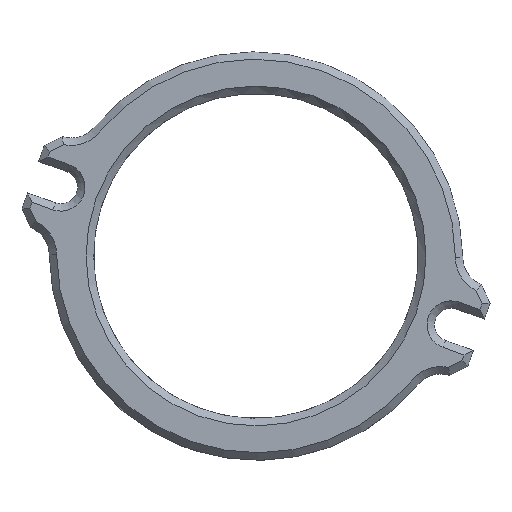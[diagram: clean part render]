
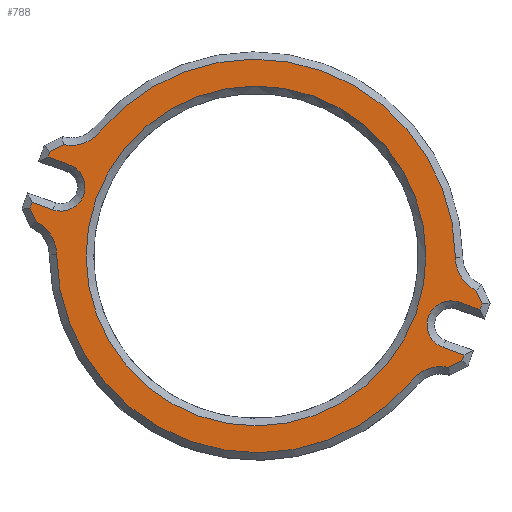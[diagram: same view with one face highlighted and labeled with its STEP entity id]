
A CAD part, top view. The second image highlights one B-rep face of the part: STEP entity #788.
In plain terms, the highlighted planar face has unit normal (0, 0, 1).
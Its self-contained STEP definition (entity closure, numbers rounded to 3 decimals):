
#66=LINE('',#1256,#142);
#67=LINE('',#1258,#143);
#68=LINE('',#1260,#144);
#69=LINE('',#1264,#145);
#70=LINE('',#1266,#146);
#71=LINE('',#1268,#147);
#72=LINE('',#1276,#148);
#73=LINE('',#1278,#149);
#74=LINE('',#1280,#150);
#75=LINE('',#1284,#151);
#76=LINE('',#1286,#152);
#77=LINE('',#1288,#153);
#142=VECTOR('',#1002,1000.);
#143=VECTOR('',#1003,1000.);
#144=VECTOR('',#1004,1000.);
#145=VECTOR('',#1007,1000.);
#146=VECTOR('',#1008,1000.);
#147=VECTOR('',#1009,1000.);
#148=VECTOR('',#1016,1000.);
#149=VECTOR('',#1017,1000.);
#150=VECTOR('',#1018,1000.);
#151=VECTOR('',#1021,1000.);
#152=VECTOR('',#1022,1000.);
#153=VECTOR('',#1023,1000.);
#244=ORIENTED_EDGE('',*,*,#466,.T.);
#245=ORIENTED_EDGE('',*,*,#467,.T.);
#246=ORIENTED_EDGE('',*,*,#468,.T.);
#247=ORIENTED_EDGE('',*,*,#469,.T.);
#248=ORIENTED_EDGE('',*,*,#470,.T.);
#249=ORIENTED_EDGE('',*,*,#471,.T.);
#250=ORIENTED_EDGE('',*,*,#472,.T.);
#251=ORIENTED_EDGE('',*,*,#473,.T.);
#252=ORIENTED_EDGE('',*,*,#474,.T.);
#253=ORIENTED_EDGE('',*,*,#475,.T.);
#254=ORIENTED_EDGE('',*,*,#476,.T.);
#255=ORIENTED_EDGE('',*,*,#477,.T.);
#256=ORIENTED_EDGE('',*,*,#478,.T.);
#257=ORIENTED_EDGE('',*,*,#479,.T.);
#258=ORIENTED_EDGE('',*,*,#480,.T.);
#259=ORIENTED_EDGE('',*,*,#481,.T.);
#260=ORIENTED_EDGE('',*,*,#482,.T.);
#261=ORIENTED_EDGE('',*,*,#483,.T.);
#262=ORIENTED_EDGE('',*,*,#484,.T.);
#263=ORIENTED_EDGE('',*,*,#485,.T.);
#264=ORIENTED_EDGE('',*,*,#486,.T.);
#466=EDGE_CURVE('',#577,#577,#634,.T.);
#467=EDGE_CURVE('',#578,#579,#635,.T.);
#468=EDGE_CURVE('',#579,#580,#66,.T.);
#469=EDGE_CURVE('',#580,#581,#67,.T.);
#470=EDGE_CURVE('',#581,#582,#68,.T.);
#471=EDGE_CURVE('',#582,#583,#636,.T.);
#472=EDGE_CURVE('',#583,#584,#69,.T.);
#473=EDGE_CURVE('',#584,#585,#70,.T.);
#474=EDGE_CURVE('',#585,#586,#71,.T.);
#475=EDGE_CURVE('',#586,#587,#637,.T.);
#476=EDGE_CURVE('',#587,#588,#638,.F.);
#477=EDGE_CURVE('',#588,#589,#639,.T.);
#478=EDGE_CURVE('',#589,#590,#72,.T.);
#479=EDGE_CURVE('',#590,#591,#73,.T.);
#480=EDGE_CURVE('',#591,#592,#74,.T.);
#481=EDGE_CURVE('',#592,#593,#640,.T.);
#482=EDGE_CURVE('',#593,#594,#75,.T.);
#483=EDGE_CURVE('',#594,#595,#76,.T.);
#484=EDGE_CURVE('',#595,#596,#77,.T.);
#485=EDGE_CURVE('',#596,#597,#641,.T.);
#486=EDGE_CURVE('',#597,#578,#642,.F.);
#577=VERTEX_POINT('',#1252);
#578=VERTEX_POINT('',#1254);
#579=VERTEX_POINT('',#1255);
#580=VERTEX_POINT('',#1257);
#581=VERTEX_POINT('',#1259);
#582=VERTEX_POINT('',#1261);
#583=VERTEX_POINT('',#1263);
#584=VERTEX_POINT('',#1265);
#585=VERTEX_POINT('',#1267);
#586=VERTEX_POINT('',#1269);
#587=VERTEX_POINT('',#1271);
#588=VERTEX_POINT('',#1273);
#589=VERTEX_POINT('',#1275);
#590=VERTEX_POINT('',#1277);
#591=VERTEX_POINT('',#1279);
#592=VERTEX_POINT('',#1281);
#593=VERTEX_POINT('',#1283);
#594=VERTEX_POINT('',#1285);
#595=VERTEX_POINT('',#1287);
#596=VERTEX_POINT('',#1289);
#597=VERTEX_POINT('',#1291);
#634=CIRCLE('',#870,11.5);
#635=CIRCLE('',#871,2.5);
#636=CIRCLE('',#872,1.625);
#637=CIRCLE('',#873,2.5);
#638=CIRCLE('',#874,13.6);
#639=CIRCLE('',#875,2.5);
#640=CIRCLE('',#876,1.625);
#641=CIRCLE('',#877,2.5);
#642=CIRCLE('',#878,13.6);
#657=EDGE_LOOP('',(#244));
#658=EDGE_LOOP('',(#245,#246,#247,#248,#249,#250,#251,#252,#253,#254,#255,
#256,#257,#258,#259,#260,#261,#262,#263,#264));
#709=FACE_BOUND('',#657,.T.);
#710=FACE_BOUND('',#658,.T.);
#757=PLANE('',#869);
#788=ADVANCED_FACE('',(#709,#710),#757,.F.);
#869=AXIS2_PLACEMENT_3D('',#1250,#996,#997);
#870=AXIS2_PLACEMENT_3D('',#1251,#998,#999);
#871=AXIS2_PLACEMENT_3D('',#1253,#1000,#1001);
#872=AXIS2_PLACEMENT_3D('',#1262,#1005,#1006);
#873=AXIS2_PLACEMENT_3D('',#1270,#1010,#1011);
#874=AXIS2_PLACEMENT_3D('',#1272,#1012,#1013);
#875=AXIS2_PLACEMENT_3D('',#1274,#1014,#1015);
#876=AXIS2_PLACEMENT_3D('',#1282,#1019,#1020);
#877=AXIS2_PLACEMENT_3D('',#1290,#1024,#1025);
#878=AXIS2_PLACEMENT_3D('',#1292,#1026,#1027);
#996=DIRECTION('',(0.,0.,-1.));
#997=DIRECTION('',(-0.941,0.339,0.));
#998=DIRECTION('',(0.,0.,-1.));
#999=DIRECTION('',(-1.,0.,0.));
#1000=DIRECTION('',(0.,0.,-1.));
#1001=DIRECTION('',(-1.,0.,0.));
#1002=DIRECTION('',(0.897,0.443,0.));
#1003=DIRECTION('',(0.339,0.941,0.));
#1004=DIRECTION('',(-0.941,0.339,0.));
#1005=DIRECTION('',(0.,0.,-1.));
#1006=DIRECTION('',(-1.,0.,0.));
#1007=DIRECTION('',(0.941,-0.339,0.));
#1008=DIRECTION('',(0.339,0.941,0.));
#1009=DIRECTION('',(-0.408,0.913,0.));
#1010=DIRECTION('',(0.,0.,-1.));
#1011=DIRECTION('',(-1.,0.,0.));
#1012=DIRECTION('',(0.,0.,-1.));
#1013=DIRECTION('',(-1.,0.,0.));
#1014=DIRECTION('',(0.,0.,-1.));
#1015=DIRECTION('',(-1.,0.,0.));
#1016=DIRECTION('',(-0.897,-0.443,0.));
#1017=DIRECTION('',(-0.339,-0.941,0.));
#1018=DIRECTION('',(0.941,-0.339,0.));
#1019=DIRECTION('',(0.,0.,-1.));
#1020=DIRECTION('',(-1.,0.,0.));
#1021=DIRECTION('',(-0.941,0.339,0.));
#1022=DIRECTION('',(-0.339,-0.941,0.));
#1023=DIRECTION('',(0.408,-0.913,0.));
#1024=DIRECTION('',(0.,0.,-1.));
#1025=DIRECTION('',(-1.,0.,0.));
#1026=DIRECTION('',(0.,0.,-1.));
#1027=DIRECTION('',(-1.,0.,0.));
#1250=CARTESIAN_POINT('',(127.964,60.21,0.));
#1251=CARTESIAN_POINT('',(0.,0.,0.));
#1252=CARTESIAN_POINT('',(-11.5,0.,0.));
#1253=CARTESIAN_POINT('',(12.442,-10.06,0.));
#1254=CARTESIAN_POINT('',(10.526,-8.454,0.));
#1255=CARTESIAN_POINT('',(12.995,-7.622,0.));
#1256=CARTESIAN_POINT('',(14.07,-7.091,0.));
#1257=CARTESIAN_POINT('',(13.889,-7.18,0.));
#1258=CARTESIAN_POINT('',(14.202,-6.309,0.));
#1259=CARTESIAN_POINT('',(14.033,-6.78,0.));
#1260=CARTESIAN_POINT('',(93.536,-35.406,0.));
#1261=CARTESIAN_POINT('',(12.622,-6.272,0.));
#1262=CARTESIAN_POINT('',(13.172,-4.743,0.));
#1263=CARTESIAN_POINT('',(13.723,-3.214,0.));
#1264=CARTESIAN_POINT('',(15.604,-3.891,0.));
#1265=CARTESIAN_POINT('',(15.134,-3.722,0.));
#1266=CARTESIAN_POINT('',(15.346,-3.132,0.));
#1267=CARTESIAN_POINT('',(15.278,-3.322,0.));
#1268=CARTESIAN_POINT('',(14.794,-2.239,0.));
#1269=CARTESIAN_POINT('',(14.871,-2.412,0.));
#1270=CARTESIAN_POINT('',(15.999,-0.181,0.));
#1271=CARTESIAN_POINT('',(13.499,-0.196,0.));
#1272=CARTESIAN_POINT('',(-0.101,-0.28,0.));
#1273=CARTESIAN_POINT('',(-10.526,8.454,0.));
#1274=CARTESIAN_POINT('',(-12.442,10.06,0.));
#1275=CARTESIAN_POINT('',(-12.995,7.622,0.));
#1276=CARTESIAN_POINT('',(-14.07,7.091,0.));
#1277=CARTESIAN_POINT('',(-13.889,7.18,0.));
#1278=CARTESIAN_POINT('',(-14.202,6.309,0.));
#1279=CARTESIAN_POINT('',(-14.033,6.78,0.));
#1280=CARTESIAN_POINT('',(94.637,-32.348,0.));
#1281=CARTESIAN_POINT('',(-12.622,6.272,0.));
#1282=CARTESIAN_POINT('',(-13.172,4.743,0.));
#1283=CARTESIAN_POINT('',(-13.723,3.214,0.));
#1284=CARTESIAN_POINT('',(-15.604,3.891,0.));
#1285=CARTESIAN_POINT('',(-15.134,3.722,0.));
#1286=CARTESIAN_POINT('',(-15.346,3.132,0.));
#1287=CARTESIAN_POINT('',(-15.278,3.322,0.));
#1288=CARTESIAN_POINT('',(-14.794,2.239,0.));
#1289=CARTESIAN_POINT('',(-14.871,2.412,0.));
#1290=CARTESIAN_POINT('',(-15.999,0.181,0.));
#1291=CARTESIAN_POINT('',(-13.499,0.196,0.));
#1292=CARTESIAN_POINT('',(0.101,0.28,0.));
